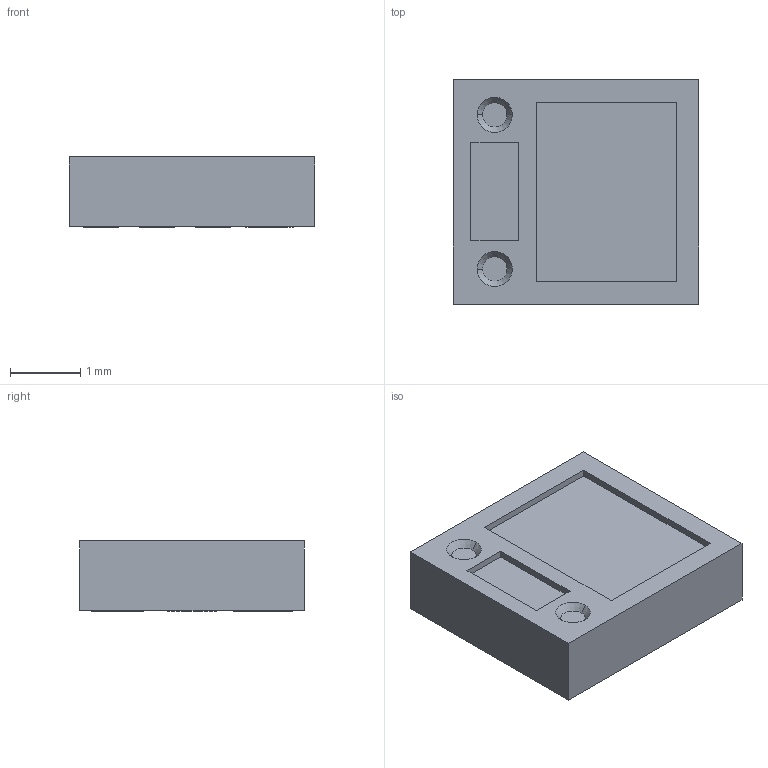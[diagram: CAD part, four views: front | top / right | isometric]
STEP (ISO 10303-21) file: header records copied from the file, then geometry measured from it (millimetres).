
FILE_DESCRIPTION (( 'STEP AP214' ), '1' );
FILE_NAME ('PAT9125Package.STEP', '2019-05-24T09:44:45', ( '' ), ( '' ), 'SwSTEP 2.0', 'SolidWorks 2018', '' );
FILE_SCHEMA (( 'AUTOMOTIVE_DESIGN' ));
Length unit declared in the file: millimetre
Products named in the file (1): PAT9125Package
Bounding box: 3.5 x 3.2 x 1 mm (x, y, z)
Volume: 10.3 mm3; surface area: 61.9 mm2
Topology: 13 solids, 13 shells, 97 faces, 197 edges, 130 vertices
Faces by surface type: plane 91, cone 4, cylinder 2
Entity records: 3290 total; most frequent: CARTESIAN_POINT 449, DIRECTION 397, ORIENTED_EDGE 394, EDGE_CURVE 197, LINE 177, VECTOR 177, VERTEX_POINT 130, AXIS2_PLACEMENT_3D 110
